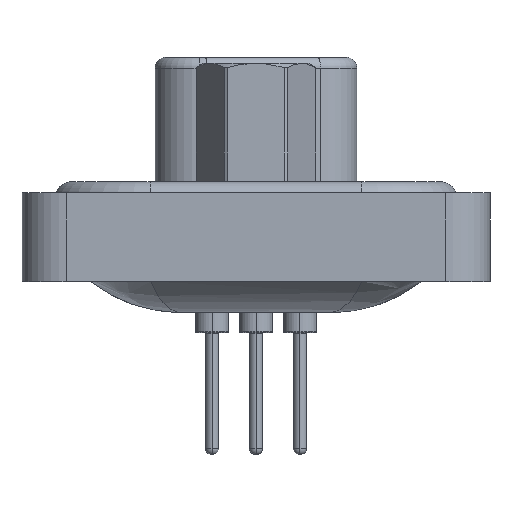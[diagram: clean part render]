
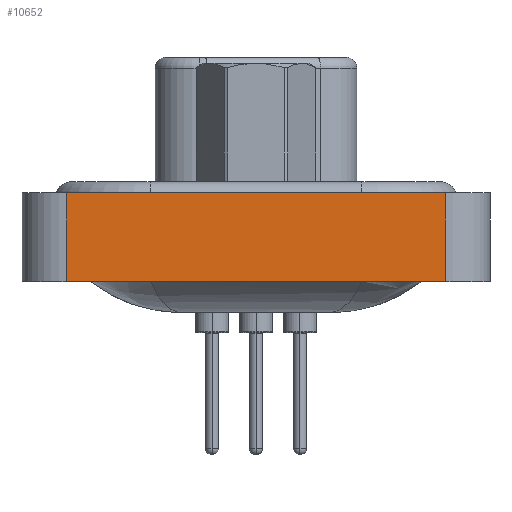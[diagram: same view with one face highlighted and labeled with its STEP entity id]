
A CAD part, left-side view. The second image highlights one B-rep face of the part: STEP entity #10652.
In plain terms, the highlighted planar face has unit normal (-1, 0, 0).
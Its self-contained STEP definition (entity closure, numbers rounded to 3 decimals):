
#1179 = VECTOR ( 'NONE', #9110, 1000. ) ;
#1228 = LINE ( 'NONE', #21247, #7078 ) ;
#1438 = PLANE ( 'NONE',  #5040 ) ;
#1523 = DIRECTION ( 'NONE',  ( 0., 0., 1. ) ) ;
#1912 = EDGE_CURVE ( 'NONE', #11798, #20264, #21016, .T. ) ;
#3960 = ORIENTED_EDGE ( 'NONE', *, *, #14068, .F. ) ;
#4843 = CARTESIAN_POINT ( 'NONE',  ( -7.26, -8.55, -3.6 ) ) ;
#5040 = AXIS2_PLACEMENT_3D ( 'NONE', #17444, #12155, #1523 ) ;
#6622 = DIRECTION ( 'NONE',  ( 0., -1., 0. ) ) ;
#6897 = DIRECTION ( 'NONE',  ( 0., 0., 1. ) ) ;
#7078 = VECTOR ( 'NONE', #19891, 1000. ) ;
#7130 = EDGE_CURVE ( 'NONE', #20950, #20264, #1228, .T. ) ;
#8126 = VECTOR ( 'NONE', #6622, 1000. ) ;
#9110 = DIRECTION ( 'NONE',  ( 0., 0., 1. ) ) ;
#9251 = CARTESIAN_POINT ( 'NONE',  ( -7.26, -8.55, 0.4 ) ) ;
#9463 = FACE_OUTER_BOUND ( 'NONE', #10516, .T. ) ;
#10516 = EDGE_LOOP ( 'NONE', ( #22571, #11680, #3960, #20383 ) ) ;
#10652 = ADVANCED_FACE ( 'NONE', ( #9463 ), #1438, .T. ) ;
#11680 = ORIENTED_EDGE ( 'NONE', *, *, #7130, .F. ) ;
#11798 = VERTEX_POINT ( 'NONE', #17553 ) ;
#12155 = DIRECTION ( 'NONE',  ( -1., 0., 0. ) ) ;
#12615 = CARTESIAN_POINT ( 'NONE',  ( -7.26, 8.55, -3.6 ) ) ;
#13522 = CARTESIAN_POINT ( 'NONE',  ( -7.26, 8.55, -3.6 ) ) ;
#13975 = CARTESIAN_POINT ( 'NONE',  ( -7.26, -8.55, -3.6 ) ) ;
#14068 = EDGE_CURVE ( 'NONE', #21512, #20950, #15361, .T. ) ;
#15361 = LINE ( 'NONE', #12615, #1179 ) ;
#16274 = VECTOR ( 'NONE', #6897, 1000. ) ;
#17185 = EDGE_CURVE ( 'NONE', #21512, #11798, #22294, .T. ) ;
#17444 = CARTESIAN_POINT ( 'NONE',  ( -7.26, -8.55, -3.6 ) ) ;
#17553 = CARTESIAN_POINT ( 'NONE',  ( -7.26, -8.55, -3.6 ) ) ;
#18978 = CARTESIAN_POINT ( 'NONE',  ( -7.26, 8.55, 0.4 ) ) ;
#19891 = DIRECTION ( 'NONE',  ( 0., -1., 0. ) ) ;
#20264 = VERTEX_POINT ( 'NONE', #9251 ) ;
#20383 = ORIENTED_EDGE ( 'NONE', *, *, #17185, .T. ) ;
#20950 = VERTEX_POINT ( 'NONE', #18978 ) ;
#21016 = LINE ( 'NONE', #13975, #16274 ) ;
#21247 = CARTESIAN_POINT ( 'NONE',  ( -7.26, -8.55, 0.4 ) ) ;
#21512 = VERTEX_POINT ( 'NONE', #13522 ) ;
#22294 = LINE ( 'NONE', #4843, #8126 ) ;
#22571 = ORIENTED_EDGE ( 'NONE', *, *, #1912, .T. ) ;
